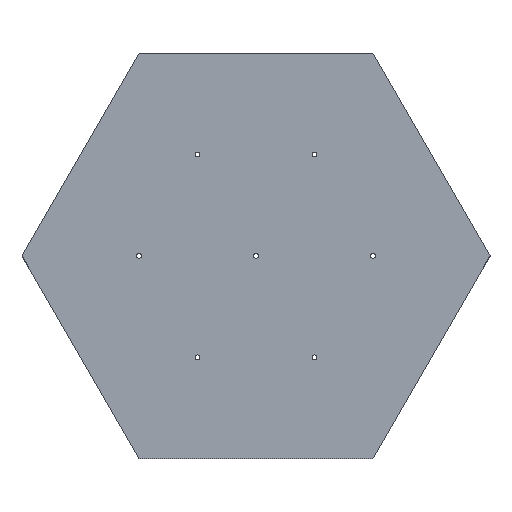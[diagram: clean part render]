
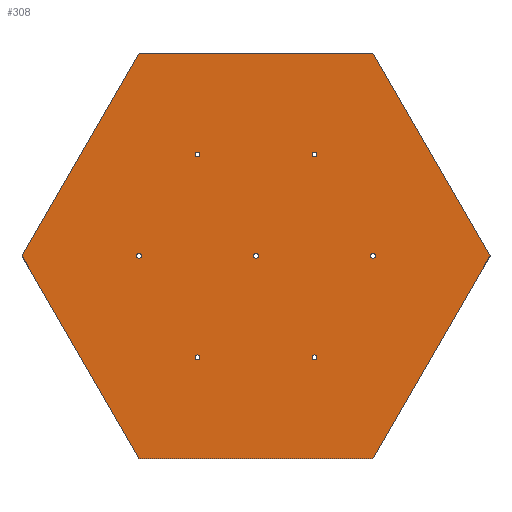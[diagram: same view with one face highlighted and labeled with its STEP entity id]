
A CAD part, top view. The second image highlights one B-rep face of the part: STEP entity #308.
In plain terms, the highlighted planar face has unit normal (0, 0, 1).
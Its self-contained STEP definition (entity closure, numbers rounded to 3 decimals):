
#15=FACE_BOUND('',#66,.T.);
#16=FACE_BOUND('',#67,.T.);
#17=FACE_BOUND('',#68,.T.);
#18=FACE_BOUND('',#69,.T.);
#19=FACE_BOUND('',#70,.T.);
#20=FACE_BOUND('',#71,.T.);
#21=FACE_BOUND('',#72,.T.);
#35=PLANE('',#351);
#50=FACE_OUTER_BOUND('',#65,.T.);
#65=EDGE_LOOP('',(#262,#263,#264,#265,#266,#267));
#66=EDGE_LOOP('',(#268));
#67=EDGE_LOOP('',(#269));
#68=EDGE_LOOP('',(#270));
#69=EDGE_LOOP('',(#271));
#70=EDGE_LOOP('',(#272));
#71=EDGE_LOOP('',(#273));
#72=EDGE_LOOP('',(#274));
#90=LINE('',#488,#115);
#93=LINE('',#494,#118);
#96=LINE('',#500,#121);
#99=LINE('',#506,#124);
#102=LINE('',#512,#127);
#105=LINE('',#516,#130);
#115=VECTOR('',#408,10.);
#118=VECTOR('',#413,10.);
#121=VECTOR('',#418,10.);
#124=VECTOR('',#423,10.);
#127=VECTOR('',#428,10.);
#130=VECTOR('',#433,10.);
#132=CIRCLE('',#326,0.5);
#134=CIRCLE('',#329,0.5);
#136=CIRCLE('',#332,0.5);
#138=CIRCLE('',#335,0.5);
#140=CIRCLE('',#338,0.5);
#142=CIRCLE('',#341,0.5);
#144=CIRCLE('',#344,0.5);
#146=VERTEX_POINT('',#442);
#148=VERTEX_POINT('',#448);
#150=VERTEX_POINT('',#454);
#152=VERTEX_POINT('',#460);
#154=VERTEX_POINT('',#466);
#156=VERTEX_POINT('',#472);
#158=VERTEX_POINT('',#478);
#161=VERTEX_POINT('',#485);
#162=VERTEX_POINT('',#487);
#164=VERTEX_POINT('',#493);
#166=VERTEX_POINT('',#499);
#168=VERTEX_POINT('',#505);
#170=VERTEX_POINT('',#511);
#173=EDGE_CURVE('',#146,#146,#132,.T.);
#176=EDGE_CURVE('',#148,#148,#134,.T.);
#179=EDGE_CURVE('',#150,#150,#136,.T.);
#182=EDGE_CURVE('',#152,#152,#138,.T.);
#185=EDGE_CURVE('',#154,#154,#140,.T.);
#188=EDGE_CURVE('',#156,#156,#142,.T.);
#191=EDGE_CURVE('',#158,#158,#144,.T.);
#194=EDGE_CURVE('',#162,#161,#90,.T.);
#197=EDGE_CURVE('',#164,#162,#93,.T.);
#200=EDGE_CURVE('',#166,#164,#96,.T.);
#203=EDGE_CURVE('',#168,#166,#99,.T.);
#206=EDGE_CURVE('',#170,#168,#102,.T.);
#209=EDGE_CURVE('',#161,#170,#105,.T.);
#262=ORIENTED_EDGE('',*,*,#209,.T.);
#263=ORIENTED_EDGE('',*,*,#206,.T.);
#264=ORIENTED_EDGE('',*,*,#203,.T.);
#265=ORIENTED_EDGE('',*,*,#200,.T.);
#266=ORIENTED_EDGE('',*,*,#197,.T.);
#267=ORIENTED_EDGE('',*,*,#194,.T.);
#268=ORIENTED_EDGE('',*,*,#173,.T.);
#269=ORIENTED_EDGE('',*,*,#176,.T.);
#270=ORIENTED_EDGE('',*,*,#179,.T.);
#271=ORIENTED_EDGE('',*,*,#182,.T.);
#272=ORIENTED_EDGE('',*,*,#185,.T.);
#273=ORIENTED_EDGE('',*,*,#188,.T.);
#274=ORIENTED_EDGE('',*,*,#191,.T.);
#308=ADVANCED_FACE('',(#50,#15,#16,#17,#18,#19,#20,#21),#35,.T.);
#326=AXIS2_PLACEMENT_3D('',#444,#360,#361);
#329=AXIS2_PLACEMENT_3D('',#450,#367,#368);
#332=AXIS2_PLACEMENT_3D('',#456,#374,#375);
#335=AXIS2_PLACEMENT_3D('',#462,#381,#382);
#338=AXIS2_PLACEMENT_3D('',#468,#388,#389);
#341=AXIS2_PLACEMENT_3D('',#474,#395,#396);
#344=AXIS2_PLACEMENT_3D('',#480,#402,#403);
#351=AXIS2_PLACEMENT_3D('',#517,#434,#435);
#360=DIRECTION('center_axis',(0.,0.,-1.));
#361=DIRECTION('ref_axis',(1.,0.,0.));
#367=DIRECTION('center_axis',(0.,0.,-1.));
#368=DIRECTION('ref_axis',(1.,0.,0.));
#374=DIRECTION('center_axis',(0.,0.,-1.));
#375=DIRECTION('ref_axis',(1.,0.,0.));
#381=DIRECTION('center_axis',(0.,0.,-1.));
#382=DIRECTION('ref_axis',(1.,0.,0.));
#388=DIRECTION('center_axis',(0.,0.,-1.));
#389=DIRECTION('ref_axis',(1.,0.,0.));
#395=DIRECTION('center_axis',(0.,0.,-1.));
#396=DIRECTION('ref_axis',(1.,0.,0.));
#402=DIRECTION('center_axis',(0.,0.,-1.));
#403=DIRECTION('ref_axis',(1.,0.,0.));
#408=DIRECTION('',(0.5,-0.866,0.));
#413=DIRECTION('',(-0.5,-0.866,0.));
#418=DIRECTION('',(-1.,0.,0.));
#423=DIRECTION('',(-0.5,0.866,0.));
#428=DIRECTION('',(0.5,0.866,0.));
#433=DIRECTION('',(1.,0.,0.));
#434=DIRECTION('center_axis',(0.,0.,1.));
#435=DIRECTION('ref_axis',(1.,0.,0.));
#442=CARTESIAN_POINT('',(12.,64.952,10.));
#444=CARTESIAN_POINT('Origin',(12.5,64.952,10.));
#448=CARTESIAN_POINT('',(37.,64.952,10.));
#450=CARTESIAN_POINT('Origin',(37.5,64.952,10.));
#454=CARTESIAN_POINT('',(49.5,43.301,10.));
#456=CARTESIAN_POINT('Origin',(50.,43.301,10.));
#460=CARTESIAN_POINT('',(37.,21.651,10.));
#462=CARTESIAN_POINT('Origin',(37.5,21.651,10.));
#466=CARTESIAN_POINT('',(24.5,43.301,10.));
#468=CARTESIAN_POINT('Origin',(25.,43.301,10.));
#472=CARTESIAN_POINT('',(12.,21.651,10.));
#474=CARTESIAN_POINT('Origin',(12.5,21.651,10.));
#478=CARTESIAN_POINT('',(-0.5,43.301,10.));
#480=CARTESIAN_POINT('Origin',(0.,43.301,10.));
#485=CARTESIAN_POINT('',(0.,0.,10.));
#487=CARTESIAN_POINT('',(-25.,43.301,10.));
#488=CARTESIAN_POINT('',(0.,0.,10.));
#493=CARTESIAN_POINT('',(0.,86.603,10.));
#494=CARTESIAN_POINT('',(-25.,43.301,10.));
#499=CARTESIAN_POINT('',(50.,86.603,10.));
#500=CARTESIAN_POINT('',(0.,86.603,10.));
#505=CARTESIAN_POINT('',(75.,43.301,10.));
#506=CARTESIAN_POINT('',(50.,86.603,10.));
#511=CARTESIAN_POINT('',(50.,0.,10.));
#512=CARTESIAN_POINT('',(75.,43.301,10.));
#516=CARTESIAN_POINT('',(0.,0.,10.));
#517=CARTESIAN_POINT('Origin',(25.,43.301,10.));
